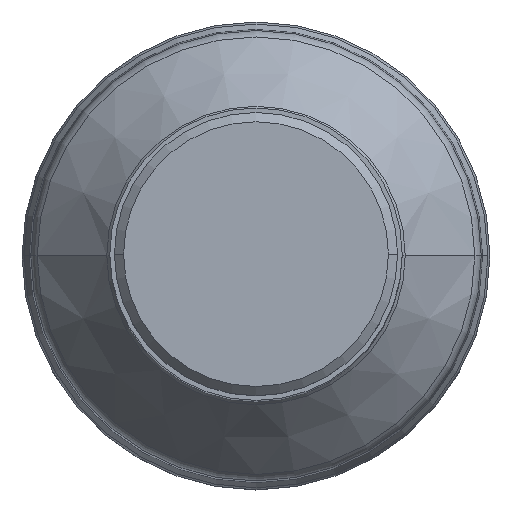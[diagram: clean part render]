
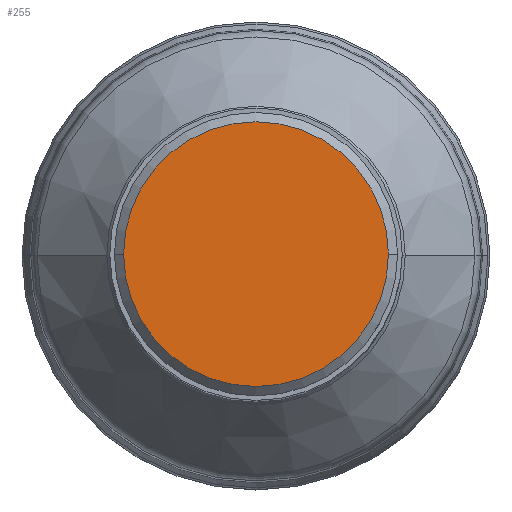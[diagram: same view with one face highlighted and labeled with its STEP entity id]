
A CAD part, top view. The second image highlights one B-rep face of the part: STEP entity #255.
In plain terms, the highlighted planar face has unit normal (0, 0, 1).
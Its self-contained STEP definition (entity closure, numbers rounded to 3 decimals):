
#35=PLANE('',#1991);
#255=ADVANCED_FACE('',(#363),#35,.F.);
#363=FACE_OUTER_BOUND('',#463,.T.);
#463=EDGE_LOOP('',(#892,#893,#894,#895));
#892=ORIENTED_EDGE('',*,*,#1250,.T.);
#893=ORIENTED_EDGE('',*,*,#1248,.T.);
#894=ORIENTED_EDGE('',*,*,#1247,.T.);
#895=ORIENTED_EDGE('',*,*,#1251,.T.);
#1028=VERTEX_POINT('',#4286);
#1029=VERTEX_POINT('',#4288);
#1030=VERTEX_POINT('',#4290);
#1031=VERTEX_POINT('',#4294);
#1247=EDGE_CURVE('',#1029,#1028,#1498,.T.);
#1248=EDGE_CURVE('',#1030,#1029,#1499,.T.);
#1250=EDGE_CURVE('',#1031,#1030,#1500,.T.);
#1251=EDGE_CURVE('',#1028,#1031,#1501,.T.);
#1498=CIRCLE('',#1985,14.375);
#1499=CIRCLE('',#1986,14.375);
#1500=CIRCLE('',#1988,14.375);
#1501=CIRCLE('',#1989,14.375);
#1985=AXIS2_PLACEMENT_3D('',#4287,#2507,#2508);
#1986=AXIS2_PLACEMENT_3D('',#4289,#2509,#2510);
#1988=AXIS2_PLACEMENT_3D('',#4293,#2514,#2515);
#1989=AXIS2_PLACEMENT_3D('',#4295,#2516,#2517);
#1991=AXIS2_PLACEMENT_3D('',#4297,#2520,#2521);
#2507=DIRECTION('',(0.,0.,1.));
#2508=DIRECTION('',(0.,-1.,0.));
#2509=DIRECTION('',(0.,0.,1.));
#2510=DIRECTION('',(-1.,0.,0.));
#2514=DIRECTION('',(0.,0.,1.));
#2515=DIRECTION('',(0.,1.,0.));
#2516=DIRECTION('',(0.,0.,1.));
#2517=DIRECTION('',(1.,0.,0.));
#2520=DIRECTION('',(0.,0.,-1.));
#2521=DIRECTION('',(1.,0.,0.));
#4286=CARTESIAN_POINT('',(14.375,0.,0.));
#4287=CARTESIAN_POINT('',(0.,0.,0.));
#4288=CARTESIAN_POINT('',(0.,-14.375,0.));
#4289=CARTESIAN_POINT('',(0.,0.,0.));
#4290=CARTESIAN_POINT('',(-14.375,0.,0.));
#4293=CARTESIAN_POINT('',(0.,0.,0.));
#4294=CARTESIAN_POINT('',(0.,14.375,0.));
#4295=CARTESIAN_POINT('',(0.,0.,0.));
#4297=CARTESIAN_POINT('',(0.,0.,0.));
